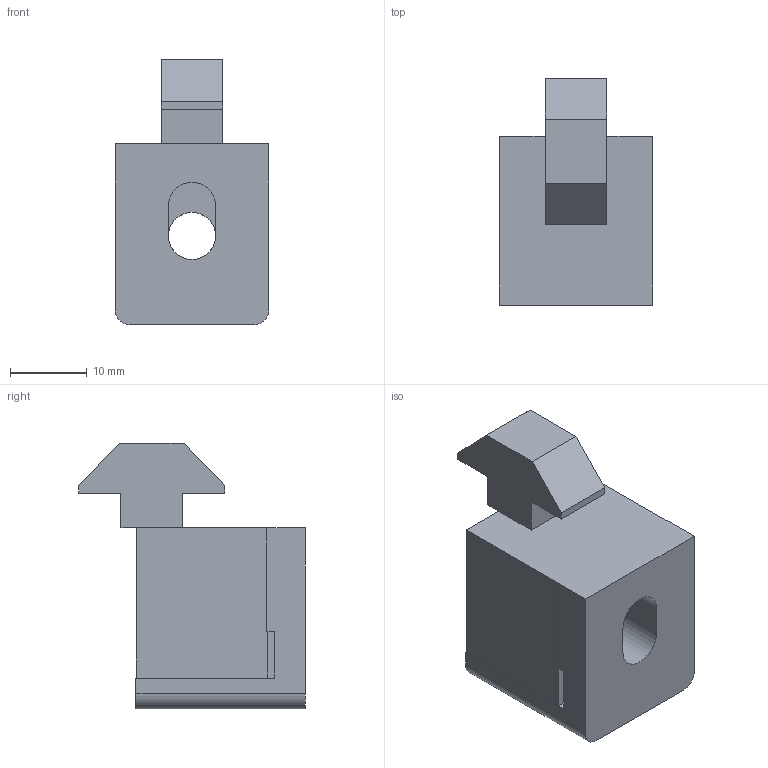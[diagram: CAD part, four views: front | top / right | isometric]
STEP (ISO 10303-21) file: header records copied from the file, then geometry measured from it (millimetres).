
FILE_DESCRIPTION (( 'STEP AP214' ), '1' );
FILE_NAME ('7228150', '2019-02-04T10:06:04', ( '' ), ('JUGARD+KÜNSTNER GmbH'), 'SwSTEP 2.0', 'SolidWorks 2017', '' );
FILE_SCHEMA (( 'AUTOMOTIVE_DESIGN' ));
Length unit declared in the file: millimetre
Products named in the file (1): 7228150_CNAJF00
Bounding box: 20 x 29.45 x 34.5 mm (x, y, z)
Volume: 10244.5 mm3; surface area: 4017.3 mm2
Topology: 1 solids, 1 shells, 43 faces, 119 edges, 78 vertices
Faces by surface type: plane 36, cylinder 7
Entity records: 1529 total; most frequent: CARTESIAN_POINT 241, ORIENTED_EDGE 238, DIRECTION 225, EDGE_CURVE 119, LINE 101, VECTOR 101, VERTEX_POINT 78, AXIS2_PLACEMENT_3D 62
